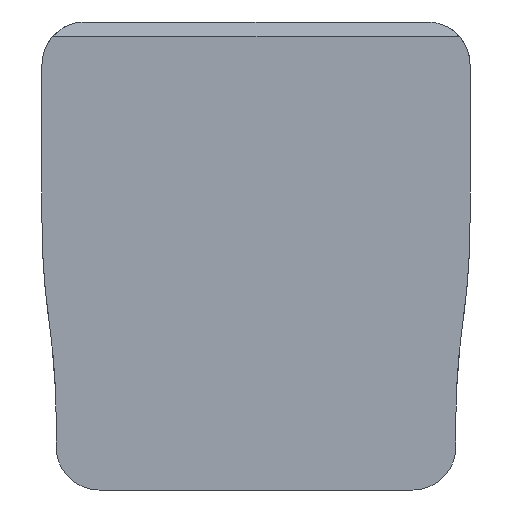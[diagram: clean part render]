
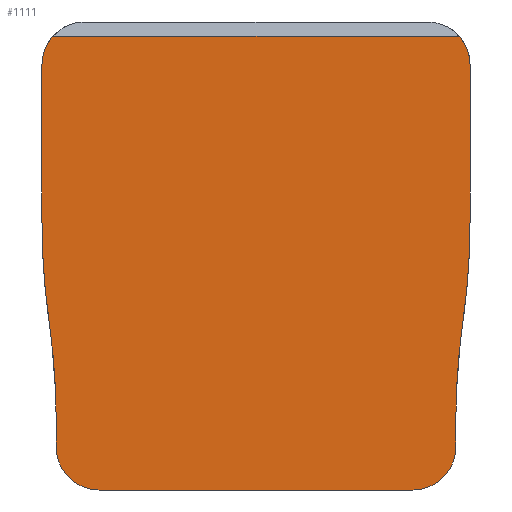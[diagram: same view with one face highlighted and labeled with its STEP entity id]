
A CAD part, left-side view. The second image highlights one B-rep face of the part: STEP entity #1111.
In plain terms, the highlighted planar face has unit normal (-1, 0, 0).
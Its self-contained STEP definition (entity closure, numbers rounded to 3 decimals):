
#85=LINE('',#1781,#186);
#87=LINE('',#1785,#188);
#88=LINE('',#1789,#189);
#89=LINE('',#1792,#190);
#90=LINE('',#1796,#191);
#91=LINE('',#1799,#192);
#186=VECTOR('',#1369,10.);
#188=VECTOR('',#1373,10.);
#189=VECTOR('',#1376,10.);
#190=VECTOR('',#1379,10.);
#191=VECTOR('',#1382,10.);
#192=VECTOR('',#1385,10.);
#267=PLANE('',#1200);
#307=FACE_OUTER_BOUND('',#365,.T.);
#365=EDGE_LOOP('',(#834,#835,#836,#837,#838,#839,#840,#841,#842,#843,#844,
#845,#846,#847));
#425=CIRCLE('',#1180,50.);
#427=CIRCLE('',#1183,50.);
#430=CIRCLE('',#1188,50.);
#437=CIRCLE('',#1198,3.);
#438=CIRCLE('',#1201,3.);
#439=CIRCLE('',#1202,50.);
#440=CIRCLE('',#1203,3.);
#441=CIRCLE('',#1204,3.);
#500=VERTEX_POINT('',#1692);
#501=VERTEX_POINT('',#1694);
#504=VERTEX_POINT('',#1702);
#510=VERTEX_POINT('',#1742);
#511=VERTEX_POINT('',#1744);
#523=VERTEX_POINT('',#1775);
#524=VERTEX_POINT('',#1777);
#525=VERTEX_POINT('',#1784);
#526=VERTEX_POINT('',#1786);
#527=VERTEX_POINT('',#1788);
#528=VERTEX_POINT('',#1791);
#529=VERTEX_POINT('',#1793);
#530=VERTEX_POINT('',#1795);
#531=VERTEX_POINT('',#1797);
#613=EDGE_CURVE('',#500,#501,#425,.T.);
#618=EDGE_CURVE('',#504,#500,#427,.T.);
#626=EDGE_CURVE('',#510,#511,#430,.T.);
#643=EDGE_CURVE('',#523,#524,#437,.T.);
#645=EDGE_CURVE('',#504,#524,#85,.T.);
#647=EDGE_CURVE('',#525,#523,#87,.T.);
#648=EDGE_CURVE('',#526,#525,#438,.T.);
#649=EDGE_CURVE('',#527,#526,#88,.T.);
#650=EDGE_CURVE('',#511,#527,#439,.T.);
#651=EDGE_CURVE('',#528,#510,#89,.T.);
#652=EDGE_CURVE('',#529,#528,#440,.T.);
#653=EDGE_CURVE('',#530,#529,#90,.T.);
#654=EDGE_CURVE('',#531,#530,#441,.T.);
#655=EDGE_CURVE('',#531,#501,#91,.T.);
#834=ORIENTED_EDGE('',*,*,#643,.F.);
#835=ORIENTED_EDGE('',*,*,#647,.F.);
#836=ORIENTED_EDGE('',*,*,#648,.F.);
#837=ORIENTED_EDGE('',*,*,#649,.F.);
#838=ORIENTED_EDGE('',*,*,#650,.F.);
#839=ORIENTED_EDGE('',*,*,#626,.F.);
#840=ORIENTED_EDGE('',*,*,#651,.F.);
#841=ORIENTED_EDGE('',*,*,#652,.F.);
#842=ORIENTED_EDGE('',*,*,#653,.F.);
#843=ORIENTED_EDGE('',*,*,#654,.F.);
#844=ORIENTED_EDGE('',*,*,#655,.T.);
#845=ORIENTED_EDGE('',*,*,#613,.F.);
#846=ORIENTED_EDGE('',*,*,#618,.F.);
#847=ORIENTED_EDGE('',*,*,#645,.T.);
#1111=ADVANCED_FACE('',(#307),#267,.T.);
#1180=AXIS2_PLACEMENT_3D('',#1695,#1314,#1315);
#1183=AXIS2_PLACEMENT_3D('',#1704,#1323,#1324);
#1188=AXIS2_PLACEMENT_3D('',#1745,#1334,#1335);
#1198=AXIS2_PLACEMENT_3D('',#1778,#1364,#1365);
#1200=AXIS2_PLACEMENT_3D('',#1783,#1371,#1372);
#1201=AXIS2_PLACEMENT_3D('',#1787,#1374,#1375);
#1202=AXIS2_PLACEMENT_3D('',#1790,#1377,#1378);
#1203=AXIS2_PLACEMENT_3D('',#1794,#1380,#1381);
#1204=AXIS2_PLACEMENT_3D('',#1798,#1383,#1384);
#1314=DIRECTION('center_axis',(1.,0.,0.));
#1315=DIRECTION('ref_axis',(0.,0.98,-0.199));
#1323=DIRECTION('center_axis',(-1.,0.,0.));
#1324=DIRECTION('ref_axis',(0.,-0.997,0.071));
#1334=DIRECTION('center_axis',(1.,0.,0.));
#1335=DIRECTION('ref_axis',(0.,-0.98,-0.199));
#1364=DIRECTION('center_axis',(1.,0.,0.));
#1365=DIRECTION('ref_axis',(0.,0.707,-0.707));
#1369=DIRECTION('',(0.,0.,-1.));
#1371=DIRECTION('center_axis',(-1.,0.,0.));
#1372=DIRECTION('ref_axis',(0.,1.,0.));
#1373=DIRECTION('',(0.,1.,0.));
#1374=DIRECTION('center_axis',(1.,0.,0.));
#1375=DIRECTION('ref_axis',(0.,-0.707,-0.707));
#1376=DIRECTION('',(0.,0.,-1.));
#1377=DIRECTION('center_axis',(-1.,0.,0.));
#1378=DIRECTION('ref_axis',(0.,0.997,0.071));
#1379=DIRECTION('',(0.,0.,-1.));
#1380=DIRECTION('center_axis',(1.,0.,0.));
#1381=DIRECTION('ref_axis',(0.,-0.707,0.707));
#1382=DIRECTION('',(0.,-1.,0.));
#1383=DIRECTION('center_axis',(1.,0.,0.));
#1384=DIRECTION('ref_axis',(0.,0.707,0.707));
#1385=DIRECTION('',(0.,0.,-1.));
#1692=CARTESIAN_POINT('',(-4.,14.5,11.797));
#1694=CARTESIAN_POINT('',(-4.,15.,18.85));
#1695=CARTESIAN_POINT('Origin',(-4.,-35.,18.85));
#1702=CARTESIAN_POINT('',(-4.,14.,4.743));
#1704=CARTESIAN_POINT('Origin',(-4.,64.,4.743));
#1742=CARTESIAN_POINT('',(-4.,-15.,18.85));
#1744=CARTESIAN_POINT('',(-4.,-14.5,11.797));
#1745=CARTESIAN_POINT('Origin',(-4.,35.,18.85));
#1775=CARTESIAN_POINT('',(-4.,11.,0.));
#1777=CARTESIAN_POINT('',(-4.,14.,3.));
#1778=CARTESIAN_POINT('Origin',(-4.,11.,3.));
#1781=CARTESIAN_POINT('',(-4.,14.,8.9));
#1783=CARTESIAN_POINT('Origin',(-4.,-15.,32.8));
#1784=CARTESIAN_POINT('',(-4.,-11.,0.));
#1785=CARTESIAN_POINT('',(-4.,-14.,0.));
#1786=CARTESIAN_POINT('',(-4.,-14.,3.));
#1787=CARTESIAN_POINT('Origin',(-4.,-11.,3.));
#1788=CARTESIAN_POINT('',(-4.,-14.,4.743));
#1789=CARTESIAN_POINT('',(-4.,-14.,8.9));
#1790=CARTESIAN_POINT('Origin',(-4.,-64.,4.743));
#1791=CARTESIAN_POINT('',(-4.,-15.,29.8));
#1792=CARTESIAN_POINT('',(-4.,-15.,32.8));
#1793=CARTESIAN_POINT('',(-4.,-14.236,31.8));
#1794=CARTESIAN_POINT('Origin',(-4.,-12.,29.8));
#1795=CARTESIAN_POINT('',(-4.,14.236,31.8));
#1796=CARTESIAN_POINT('',(-4.,-7.5,31.8));
#1797=CARTESIAN_POINT('',(-4.,15.,29.8));
#1798=CARTESIAN_POINT('Origin',(-4.,12.,29.8));
#1799=CARTESIAN_POINT('',(-4.,15.,32.8));
